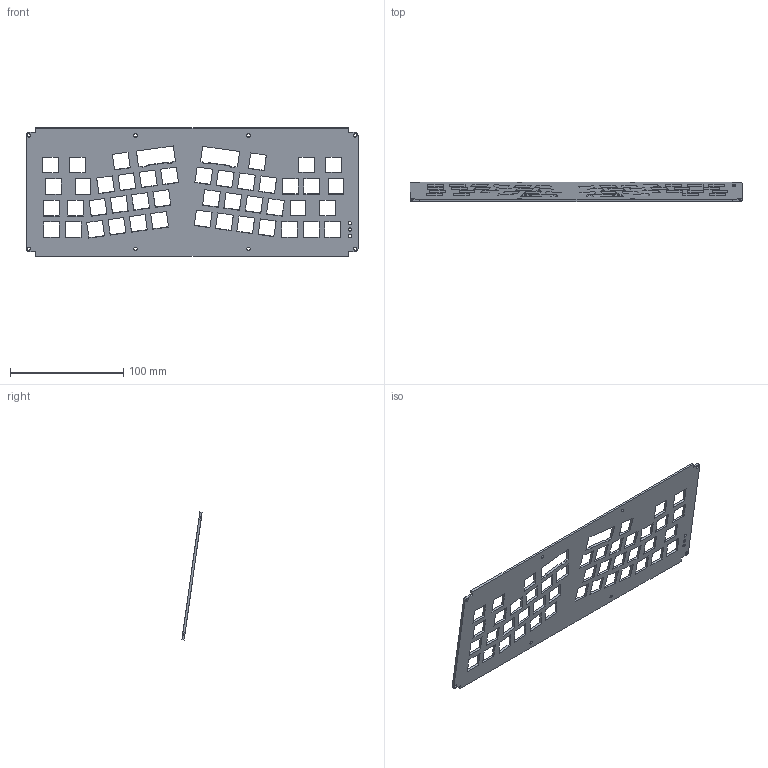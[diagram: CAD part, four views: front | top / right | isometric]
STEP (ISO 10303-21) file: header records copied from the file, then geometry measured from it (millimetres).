
FILE_DESCRIPTION(/* description */ (''),/* implementation_level */ '2;1');
FILE_NAME(/* name */ 'Plate.step',/* time_stamp */ '2020-05-30T06:17:48-07:00',/* author */ (''),/* organization */ (''),/* preprocessor_version */ 'ST-DEVELOPER v18.1',/* originating_system */ 'Autodesk Translation Framework v9.3.0.1241',/* authorisation */ '');
FILE_SCHEMA (('AUTOMOTIVE_DESIGN { 1 0 10303 214 3 1 1 }'));
Length unit declared in the file: millimetre
Products named in the file (1): Prime_Em.7
Bounding box: 293.75 x 17.88 x 113.42 mm (x, y, z)
Volume: 47552.2 mm3; surface area: 54691.7 mm2
Topology: 1 solids, 1 shells, 269 faces, 801 edges, 534 vertices
Faces by surface type: plane 242, cylinder 27
Full cylindrical faces by diameter (mm): 3 x11
Entity records: 9160 total; most frequent: CARTESIAN_POINT 1605, ORIENTED_EDGE 1602, DIRECTION 1395, EDGE_CURVE 801, LINE 747, VECTOR 747, VERTEX_POINT 534, EDGE_LOOP 383
